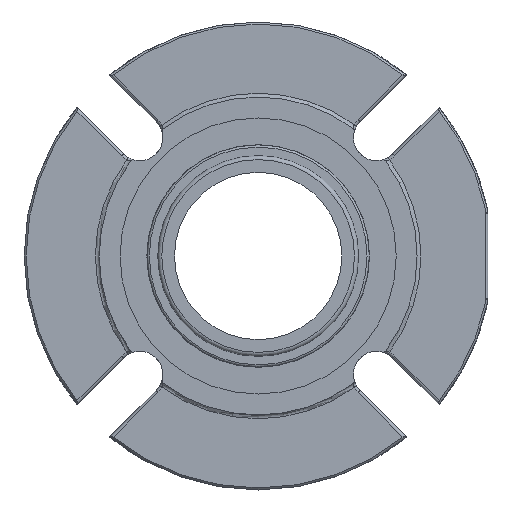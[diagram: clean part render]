
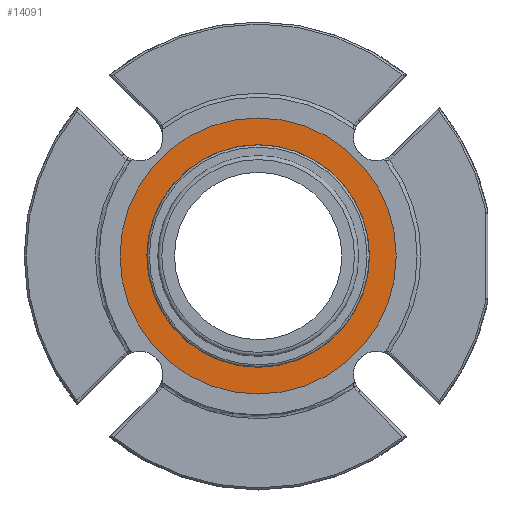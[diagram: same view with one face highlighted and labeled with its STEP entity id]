
A CAD part, left-side view. The second image highlights one B-rep face of the part: STEP entity #14091.
In plain terms, the highlighted planar face has unit normal (-1, 0, 0).
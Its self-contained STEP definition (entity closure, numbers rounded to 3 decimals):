
#1984=PLANE('',#15081);
#4911=ORIENTED_EDGE('',*,*,#6388,.T.);
#4912=ORIENTED_EDGE('',*,*,#6387,.T.);
#6387=EDGE_CURVE('',#7336,#7336,#7803,.F.);
#6388=EDGE_CURVE('',#7337,#7337,#7804,.T.);
#7336=VERTEX_POINT('',#25255);
#7337=VERTEX_POINT('',#25258);
#7803=CIRCLE('',#15080,42.228);
#7804=CIRCLE('',#15082,52.388);
#8490=EDGE_LOOP('',(#4911));
#8491=EDGE_LOOP('',(#4912));
#9185=FACE_BOUND('',#8490,.T.);
#9186=FACE_BOUND('',#8491,.T.);
#14091=ADVANCED_FACE('',(#9185,#9186),#1984,.T.);
#15080=AXIS2_PLACEMENT_3D('',#25254,#17576,#17577);
#15081=AXIS2_PLACEMENT_3D('',#25256,#17578,#17579);
#15082=AXIS2_PLACEMENT_3D('',#25257,#17580,#17581);
#17576=DIRECTION('',(-1.,0.,0.));
#17577=DIRECTION('',(0.,-1.,0.));
#17578=DIRECTION('',(-1.,0.,0.));
#17579=DIRECTION('',(0.,0.,-1.));
#17580=DIRECTION('',(-1.,0.,0.));
#17581=DIRECTION('',(0.,0.,-1.));
#25254=CARTESIAN_POINT('',(-0.483,0.,0.));
#25255=CARTESIAN_POINT('',(-0.483,-42.228,0.));
#25256=CARTESIAN_POINT('',(-0.483,0.,-46.038));
#25257=CARTESIAN_POINT('',(-0.483,0.,0.));
#25258=CARTESIAN_POINT('',(-0.483,0.,-52.388));
